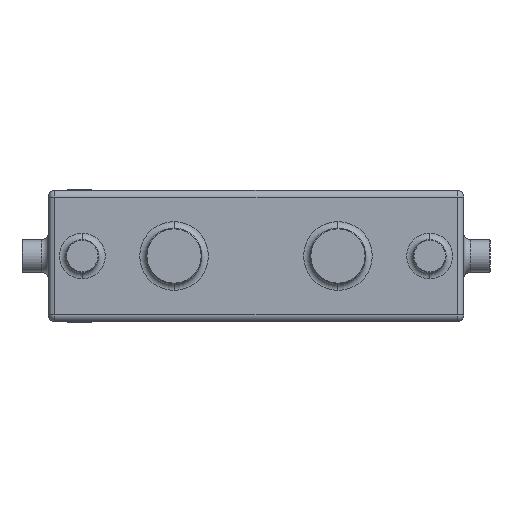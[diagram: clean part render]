
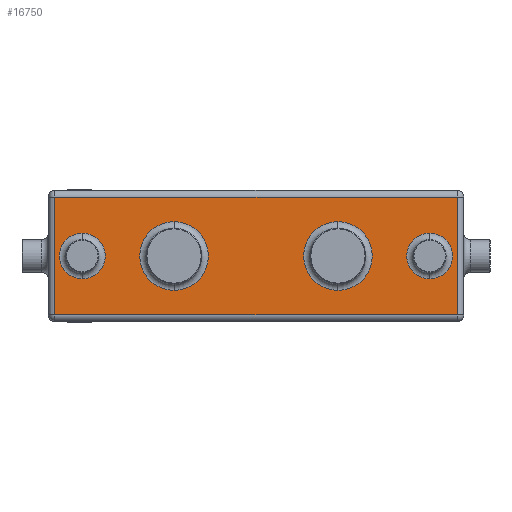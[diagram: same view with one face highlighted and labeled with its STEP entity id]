
A CAD part, left-side view. The second image highlights one B-rep face of the part: STEP entity #16750.
In plain terms, the highlighted planar face has unit normal (-1, 0, 0).
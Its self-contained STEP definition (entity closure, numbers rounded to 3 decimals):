
#7 = CARTESIAN_POINT ( 'NONE',  ( -50., -153.5, -45. ) ) ;
#159 = DIRECTION ( 'NONE',  ( 0., 0., -1. ) ) ;
#459 = FACE_OUTER_BOUND ( 'NONE', #6213, .T. ) ;
#461 = EDGE_CURVE ( 'NONE', #13424, #4737, #23817, .T. ) ;
#832 = CARTESIAN_POINT ( 'NONE',  ( -50., 153.5, -45. ) ) ;
#860 = AXIS2_PLACEMENT_3D ( 'NONE', #3793, #13921, #23766 ) ;
#1154 = EDGE_LOOP ( 'NONE', ( #16204, #5752 ) ) ;
#2071 = CIRCLE ( 'NONE', #2470, 26.2 ) ;
#2378 = CARTESIAN_POINT ( 'NONE',  ( -50., 132.5, 0. ) ) ;
#2470 = AXIS2_PLACEMENT_3D ( 'NONE', #20259, #16125, #159 ) ;
#2756 = EDGE_LOOP ( 'NONE', ( #8695, #12267 ) ) ;
#2761 = ORIENTED_EDGE ( 'NONE', *, *, #22620, .T. ) ;
#2990 = VERTEX_POINT ( 'NONE', #21314 ) ;
#3425 = DIRECTION ( 'NONE',  ( 0., 0., -1. ) ) ;
#3615 = FACE_BOUND ( 'NONE', #19879, .T. ) ;
#3793 = CARTESIAN_POINT ( 'NONE',  ( -50., -62.5, 0. ) ) ;
#3898 = EDGE_LOOP ( 'NONE', ( #13139, #15263 ) ) ;
#4173 = DIRECTION ( 'NONE',  ( 0., 0., -1. ) ) ;
#4222 = CARTESIAN_POINT ( 'NONE',  ( -50., -153.5, 50. ) ) ;
#4737 = VERTEX_POINT ( 'NONE', #13599 ) ;
#4975 = VECTOR ( 'NONE', #10647, 1000. ) ;
#5124 = CARTESIAN_POINT ( 'NONE',  ( -50., 132.5, 17.5 ) ) ;
#5338 = CARTESIAN_POINT ( 'NONE',  ( -50., -153.5, 45. ) ) ;
#5470 = EDGE_CURVE ( 'NONE', #24188, #21513, #6957, .T. ) ;
#5603 = CARTESIAN_POINT ( 'NONE',  ( -50., -132.5, 0. ) ) ;
#5752 = ORIENTED_EDGE ( 'NONE', *, *, #8612, .T. ) ;
#5917 = VERTEX_POINT ( 'NONE', #832 ) ;
#5920 = PLANE ( 'NONE',  #17711 ) ;
#6109 = ORIENTED_EDGE ( 'NONE', *, *, #15652, .T. ) ;
#6195 = AXIS2_PLACEMENT_3D ( 'NONE', #6582, #18553, #22678 ) ;
#6213 = EDGE_LOOP ( 'NONE', ( #6109, #24411, #21544, #2761 ) ) ;
#6492 = CARTESIAN_POINT ( 'NONE',  ( -50., -158.5, -45. ) ) ;
#6511 = CARTESIAN_POINT ( 'NONE',  ( -50., 153.5, 45. ) ) ;
#6582 = CARTESIAN_POINT ( 'NONE',  ( -50., 62.5, 0. ) ) ;
#6957 = CIRCLE ( 'NONE', #15965, 17.5 ) ;
#7248 = AXIS2_PLACEMENT_3D ( 'NONE', #9665, #23723, #4173 ) ;
#7488 = DIRECTION ( 'NONE',  ( 0., 0., -1. ) ) ;
#7753 = LINE ( 'NONE', #13806, #11824 ) ;
#8197 = DIRECTION ( 'NONE',  ( 0., 0., 1. ) ) ;
#8352 = CIRCLE ( 'NONE', #24989, 17.5 ) ;
#8504 = DIRECTION ( 'NONE',  ( 0., 0., -1. ) ) ;
#8612 = EDGE_CURVE ( 'NONE', #21964, #22346, #23577, .T. ) ;
#8695 = ORIENTED_EDGE ( 'NONE', *, *, #15279, .T. ) ;
#9078 = CARTESIAN_POINT ( 'NONE',  ( -50., 132.5, -17.5 ) ) ;
#9524 = CARTESIAN_POINT ( 'NONE',  ( -50., 153.5, 50. ) ) ;
#9665 = CARTESIAN_POINT ( 'NONE',  ( -50., -132.5, 0. ) ) ;
#9741 = LINE ( 'NONE', #6492, #4975 ) ;
#10068 = DIRECTION ( 'NONE',  ( 1., 0., 0. ) ) ;
#10647 = DIRECTION ( 'NONE',  ( 0., -1., 0. ) ) ;
#10761 = ORIENTED_EDGE ( 'NONE', *, *, #5470, .T. ) ;
#11362 = VERTEX_POINT ( 'NONE', #5338 ) ;
#11368 = EDGE_CURVE ( 'NONE', #22346, #21964, #8352, .T. ) ;
#11824 = VECTOR ( 'NONE', #18033, 1000. ) ;
#12233 = DIRECTION ( 'NONE',  ( 1., 0., 0. ) ) ;
#12267 = ORIENTED_EDGE ( 'NONE', *, *, #19657, .T. ) ;
#12917 = CIRCLE ( 'NONE', #15915, 26.2 ) ;
#13050 = FACE_BOUND ( 'NONE', #1154, .T. ) ;
#13139 = ORIENTED_EDGE ( 'NONE', *, *, #24658, .T. ) ;
#13424 = VERTEX_POINT ( 'NONE', #22380 ) ;
#13599 = CARTESIAN_POINT ( 'NONE',  ( -50., -62.5, -26.2 ) ) ;
#13806 = CARTESIAN_POINT ( 'NONE',  ( -50., -158.5, 45. ) ) ;
#13921 = DIRECTION ( 'NONE',  ( 1., 0., 0. ) ) ;
#14166 = EDGE_CURVE ( 'NONE', #17384, #5917, #15662, .T. ) ;
#14252 = CARTESIAN_POINT ( 'NONE',  ( -50., 62.5, 0. ) ) ;
#14327 = DIRECTION ( 'NONE',  ( 0., 0., -1. ) ) ;
#14406 = CARTESIAN_POINT ( 'NONE',  ( -50., -132.5, 17.5 ) ) ;
#15263 = ORIENTED_EDGE ( 'NONE', *, *, #461, .T. ) ;
#15279 = EDGE_CURVE ( 'NONE', #2990, #22508, #25658, .T. ) ;
#15652 = EDGE_CURVE ( 'NONE', #11362, #17384, #7753, .T. ) ;
#15662 = LINE ( 'NONE', #9524, #21610 ) ;
#15716 = DIRECTION ( 'NONE',  ( 1., 0., 0. ) ) ;
#15915 = AXIS2_PLACEMENT_3D ( 'NONE', #14252, #12233, #14327 ) ;
#15965 = AXIS2_PLACEMENT_3D ( 'NONE', #2378, #10068, #16486 ) ;
#16125 = DIRECTION ( 'NONE',  ( 1., 0., 0. ) ) ;
#16204 = ORIENTED_EDGE ( 'NONE', *, *, #11368, .T. ) ;
#16486 = DIRECTION ( 'NONE',  ( 0., 0., -1. ) ) ;
#16651 = EDGE_CURVE ( 'NONE', #21513, #24188, #18410, .T. ) ;
#16697 = CARTESIAN_POINT ( 'NONE',  ( -50., -132.5, -17.5 ) ) ;
#16750 = ADVANCED_FACE ( 'NONE', ( #459, #19332, #21200, #3615, #13050 ), #5920, .F. ) ;
#17384 = VERTEX_POINT ( 'NONE', #6511 ) ;
#17711 = AXIS2_PLACEMENT_3D ( 'NONE', #19990, #22447, #8504 ) ;
#18033 = DIRECTION ( 'NONE',  ( 0., 1., 0. ) ) ;
#18410 = CIRCLE ( 'NONE', #22226, 17.5 ) ;
#18553 = DIRECTION ( 'NONE',  ( 1., 0., 0. ) ) ;
#19222 = ORIENTED_EDGE ( 'NONE', *, *, #16651, .T. ) ;
#19332 = FACE_BOUND ( 'NONE', #2756, .T. ) ;
#19416 = DIRECTION ( 'NONE',  ( 1., 0., 0. ) ) ;
#19560 = VERTEX_POINT ( 'NONE', #7 ) ;
#19657 = EDGE_CURVE ( 'NONE', #22508, #2990, #12917, .T. ) ;
#19877 = CARTESIAN_POINT ( 'NONE',  ( -50., 62.5, 26.2 ) ) ;
#19879 = EDGE_LOOP ( 'NONE', ( #19222, #10761 ) ) ;
#19990 = CARTESIAN_POINT ( 'NONE',  ( -50., -158.5, 50. ) ) ;
#20259 = CARTESIAN_POINT ( 'NONE',  ( -50., -62.5, 0. ) ) ;
#20995 = LINE ( 'NONE', #4222, #25764 ) ;
#21200 = FACE_BOUND ( 'NONE', #3898, .T. ) ;
#21314 = CARTESIAN_POINT ( 'NONE',  ( -50., 62.5, -26.2 ) ) ;
#21513 = VERTEX_POINT ( 'NONE', #9078 ) ;
#21544 = ORIENTED_EDGE ( 'NONE', *, *, #21886, .T. ) ;
#21562 = DIRECTION ( 'NONE',  ( 0., 0., -1. ) ) ;
#21610 = VECTOR ( 'NONE', #7488, 1000. ) ;
#21886 = EDGE_CURVE ( 'NONE', #5917, #19560, #9741, .T. ) ;
#21964 = VERTEX_POINT ( 'NONE', #14406 ) ;
#22226 = AXIS2_PLACEMENT_3D ( 'NONE', #23533, #15716, #21562 ) ;
#22346 = VERTEX_POINT ( 'NONE', #16697 ) ;
#22380 = CARTESIAN_POINT ( 'NONE',  ( -50., -62.5, 26.2 ) ) ;
#22447 = DIRECTION ( 'NONE',  ( 1., 0., 0. ) ) ;
#22508 = VERTEX_POINT ( 'NONE', #19877 ) ;
#22620 = EDGE_CURVE ( 'NONE', #19560, #11362, #20995, .T. ) ;
#22678 = DIRECTION ( 'NONE',  ( 0., 0., -1. ) ) ;
#23533 = CARTESIAN_POINT ( 'NONE',  ( -50., 132.5, 0. ) ) ;
#23577 = CIRCLE ( 'NONE', #7248, 17.5 ) ;
#23723 = DIRECTION ( 'NONE',  ( 1., 0., 0. ) ) ;
#23766 = DIRECTION ( 'NONE',  ( 0., 0., -1. ) ) ;
#23817 = CIRCLE ( 'NONE', #860, 26.2 ) ;
#24188 = VERTEX_POINT ( 'NONE', #5124 ) ;
#24411 = ORIENTED_EDGE ( 'NONE', *, *, #14166, .T. ) ;
#24658 = EDGE_CURVE ( 'NONE', #4737, #13424, #2071, .T. ) ;
#24989 = AXIS2_PLACEMENT_3D ( 'NONE', #5603, #19416, #3425 ) ;
#25658 = CIRCLE ( 'NONE', #6195, 26.2 ) ;
#25764 = VECTOR ( 'NONE', #8197, 1000. ) ;
